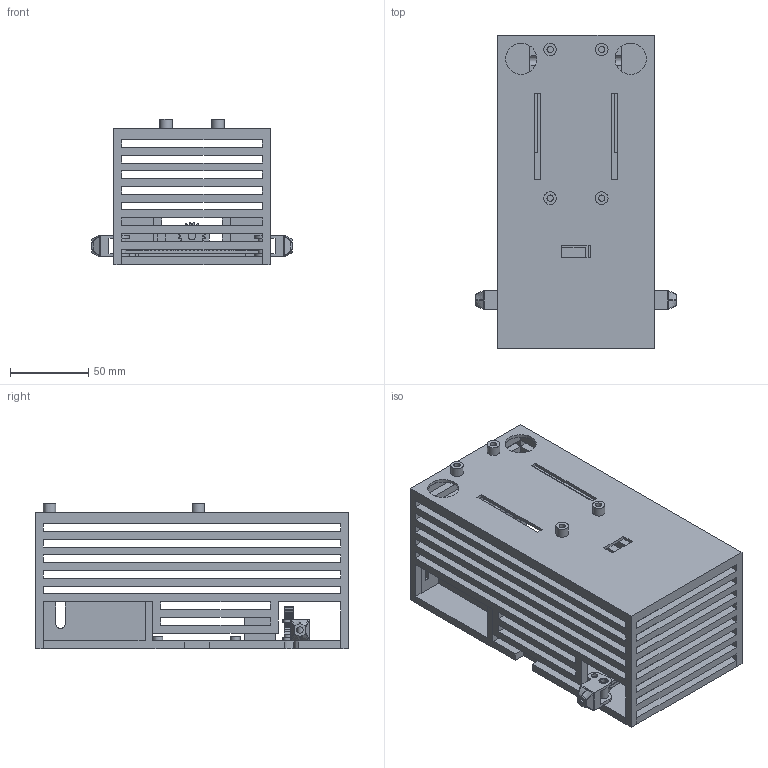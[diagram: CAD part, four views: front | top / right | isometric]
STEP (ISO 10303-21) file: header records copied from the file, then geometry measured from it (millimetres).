
FILE_DESCRIPTION(/* description */ (''),/* implementation_level */ '2;1');
FILE_NAME(/* name */ 'Coche WRO v15.step',/* time_stamp */ '2024-07-21T12:01:16+02:00',/* author */ (''),/* organization */ (''),/* preprocessor_version */ 'ST-DEVELOPER v20',/* originating_system */ 'Autodesk Translation Framework v13.14.0.145',/* authorisation */ '');
FILE_SCHEMA (('AUTOMOTIVE_DESIGN { 1 0 10303 214 3 1 1 }'));
Length unit declared in the file: millimetre
Products named in the file (2): Coche WRO; Spur Gear (20 teeth)
Assembly tree (1 placements, depth 2):
  Coche WRO
    Spur Gear (20 teeth)
Bounding box: 128.09 x 200 x 93 mm (x, y, z)
Volume: 283482.3 mm3; surface area: 186352.1 mm2
Topology: 10 solids, 10 shells, 701 faces, 1913 edges, 1225 vertices
Faces by surface type: plane 452, cylinder 145, bspline 104
Full cylindrical faces by diameter (mm): 3 x2, 4 x26, 5 x1, 5.5 x2, 6 x12, 8 x4, 20 x2
Entity records: 37594 total; most frequent: CARTESIAN_POINT 20338, ORIENTED_EDGE 3826, DIRECTION 3146, EDGE_CURVE 1913, LINE 1360, VECTOR 1360, VERTEX_POINT 1225, AXIS2_PLACEMENT_3D 893
